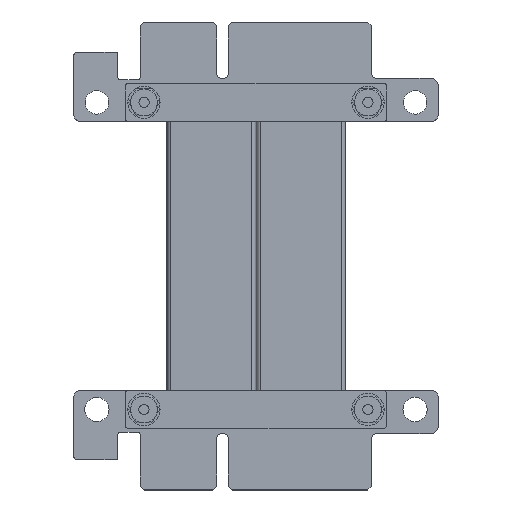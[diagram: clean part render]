
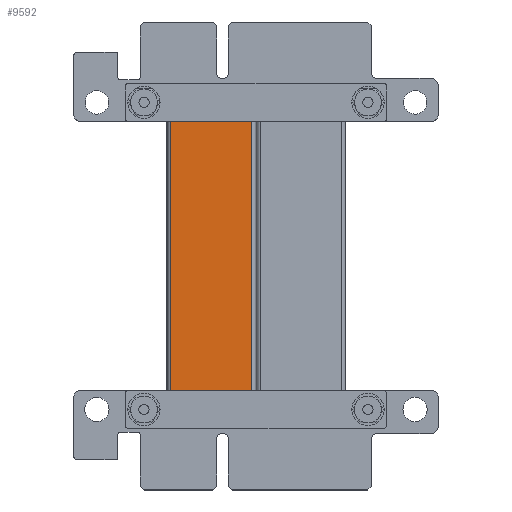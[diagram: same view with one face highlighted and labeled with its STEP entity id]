
A CAD part, top view. The second image highlights one B-rep face of the part: STEP entity #9592.
In plain terms, the highlighted face is planar.
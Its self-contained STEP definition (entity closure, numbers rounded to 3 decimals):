
#9564 = VERTEX_POINT('',#9565);
#9565 = CARTESIAN_POINT('',(0.,0.,
    0.));
#9572 = EDGE_CURVE('',#9573,#9564,#9575,.T.);
#9573 = VERTEX_POINT('',#9574);
#9574 = CARTESIAN_POINT('',(0.,0.,
    -43.));
#9575 = LINE('',#9576,#9577);
#9576 = CARTESIAN_POINT('',(0.,0.,
    -43.));
#9577 = VECTOR('',#9578,1.);
#9578 = DIRECTION('',(0.,0.,1.));
#9592 = ADVANCED_FACE('',(#9593),#9618,.T.);
#9593 = FACE_BOUND('',#9594,.T.);
#9594 = EDGE_LOOP('',(#9595,#9603,#9611,#9617));
#9595 = ORIENTED_EDGE('',*,*,#9596,.F.);
#9596 = EDGE_CURVE('',#9597,#9564,#9599,.T.);
#9597 = VERTEX_POINT('',#9598);
#9598 = CARTESIAN_POINT('',(12.065,0.,0.)
  );
#9599 = LINE('',#9600,#9601);
#9600 = CARTESIAN_POINT('',(0.,0.,
    0.));
#9601 = VECTOR('',#9602,1.);
#9602 = DIRECTION('',(-1.,0.,0.));
#9603 = ORIENTED_EDGE('',*,*,#9604,.F.);
#9604 = EDGE_CURVE('',#9605,#9597,#9607,.T.);
#9605 = VERTEX_POINT('',#9606);
#9606 = CARTESIAN_POINT('',(12.065,0.,-43.));
#9607 = LINE('',#9608,#9609);
#9608 = CARTESIAN_POINT('',(12.065,0.,-43.));
#9609 = VECTOR('',#9610,1.);
#9610 = DIRECTION('',(0.,0.,1.));
#9611 = ORIENTED_EDGE('',*,*,#9612,.T.);
#9612 = EDGE_CURVE('',#9605,#9573,#9613,.T.);
#9613 = LINE('',#9614,#9615);
#9614 = CARTESIAN_POINT('',(0.,0.,
    -43.));
#9615 = VECTOR('',#9616,1.);
#9616 = DIRECTION('',(-1.,0.,0.));
#9617 = ORIENTED_EDGE('',*,*,#9572,.T.);
#9618 = PLANE('',#9619);
#9619 = AXIS2_PLACEMENT_3D('',#9620,#9621,#9622);
#9620 = CARTESIAN_POINT('',(0.,0.,
    -43.));
#9621 = DIRECTION('',(0.,1.,0.));
#9622 = DIRECTION('',(0.,0.,1.));
